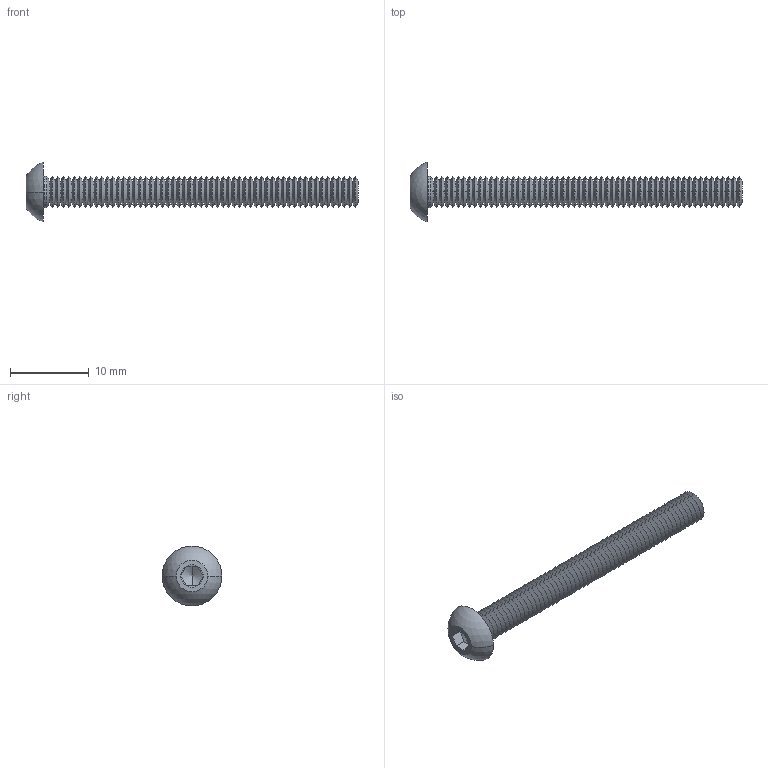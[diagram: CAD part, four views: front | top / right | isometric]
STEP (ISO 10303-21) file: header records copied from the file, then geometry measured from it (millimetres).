
FILE_DESCRIPTION (( 'STEP AP214' ), '1' );
FILE_NAME ('Hexagon socket button head screws M4×40半圆头内六角螺丝（不锈钢304）.step', '2016-10-28T04:22:09', ( 'dell' ), ( '' ), 'SwSTEP 2.0', 'SolidWorks 2013', '' );
FILE_SCHEMA (( 'AUTOMOTIVE_DESIGN' ));
Length unit declared in the file: millimetre
Products named in the file (1): Hexagon socket button head screws M4×40半圆头内六角螺丝（不锈钢304）
Bounding box: 42.2 x 7.6 x 7.6 mm (x, y, z)
Volume: 427.7 mm3; surface area: 967.5 mm2
Topology: 1 solids, 1 shells, 250 faces, 501 edges, 253 vertices
Faces by surface type: cone 235, plane 9, cylinder 2, torus 2, sphere 2
Entity records: 6325 total; most frequent: DIRECTION 1233, CARTESIAN_POINT 1066, ORIENTED_EDGE 998, EDGE_CURVE 499, AXIS2_PLACEMENT_3D 498, VERTEX_POINT 253, EDGE_LOOP 252, FACE_OUTER_BOUND 250
